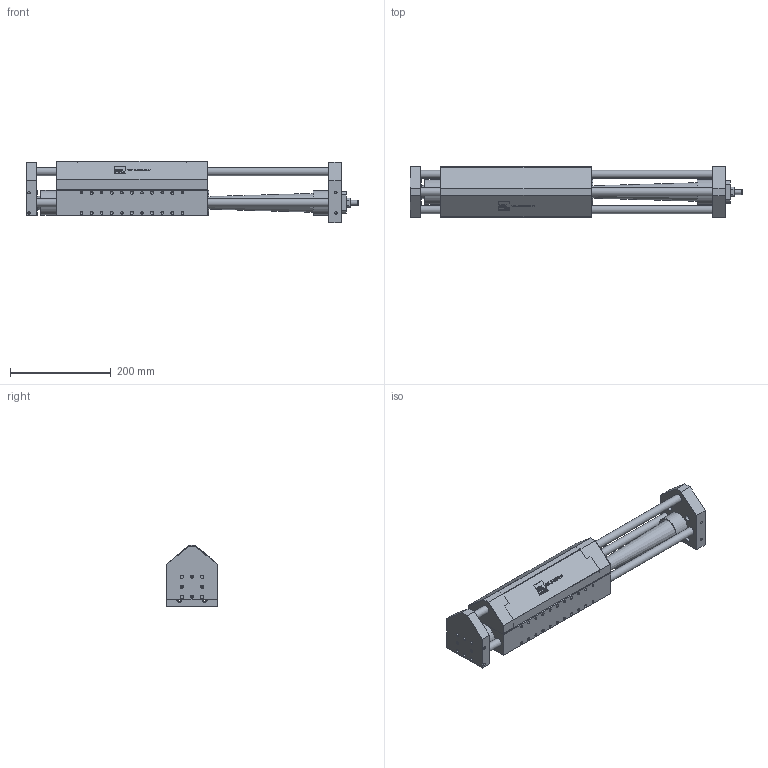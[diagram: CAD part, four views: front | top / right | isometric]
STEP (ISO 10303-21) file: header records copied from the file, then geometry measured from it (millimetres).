
FILE_DESCRIPTION((''),'2;1');
FILE_NAME('MSL3-200-3FE.stp','2012-10-09T11:13:55',('hartung_david'),(''),'Autodesk Inventor 2012','Autodesk Inventor 2012','');
FILE_SCHEMA(('AUTOMOTIVE_DESIGN { 1 0 10303 214 1 1 1 1 }'));
Length unit declared in the file: millimetre
Products named in the file (3): MSL3-200-3FE; MSL3-200-3FE-010; MSL3-200-3FE-020
Assembly tree (2 placements, depth 2):
  MSL3-200-3FE
    MSL3-200-3FE-010
    MSL3-200-3FE-020
Bounding box: 658 x 100 x 121 mm (x, y, z)
Volume: 2557316.3 mm3; surface area: 480432.3 mm2
Topology: 2 solids, 4 shells, 925 faces, 2421 edges, 1582 vertices
Faces by surface type: plane 415, bspline 290, cylinder 135, cone 85
Full cylindrical faces by diameter (mm): 3 x4, 4.917 x48, 4.959 x1, 6 x34, 6.6 x8, 10 x1, 11 x8, 16 x7, 21 x2, 45 x2, 49 x4
Entity records: 29710 total; most frequent: CARTESIAN_POINT 8999, ORIENTED_EDGE 4266, DIRECTION 3125, EDGE_CURVE 2133, VERTEX_POINT 1498, VECTOR 1261, LINE 1261, EDGE_LOOP 1237
